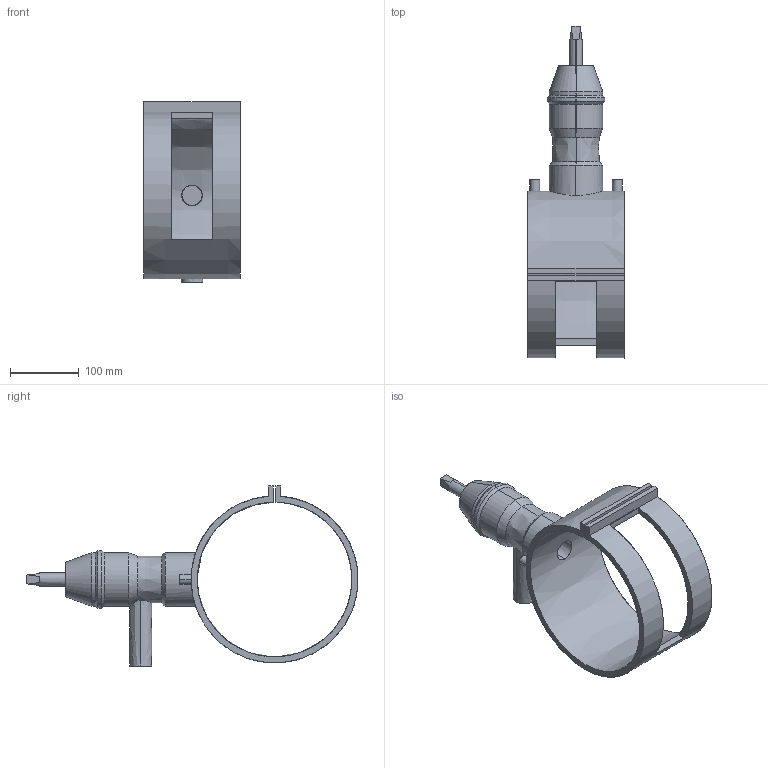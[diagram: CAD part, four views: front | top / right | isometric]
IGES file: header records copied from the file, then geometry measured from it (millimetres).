
Start section: SolidWorks IGES file using analytic representation for surfaces
Global section: file name: Ef Tapping Valve_001 117 2072 0263 - 225.igs; native system: SolidWorks 2019; preprocessor: SolidWorks 2019; author: b.celik; date: 200204.150715; units: millimetre
Bounding box: 140 x 483.42 x 262.17 mm (x, y, z)
Surface area: 285103.7 mm2 (no closed solid volume)
Topology: 0 solids, 0 shells, 76 faces, 1816 edges, 1816 vertices
Faces by surface type: revolution 48, bspline 28
